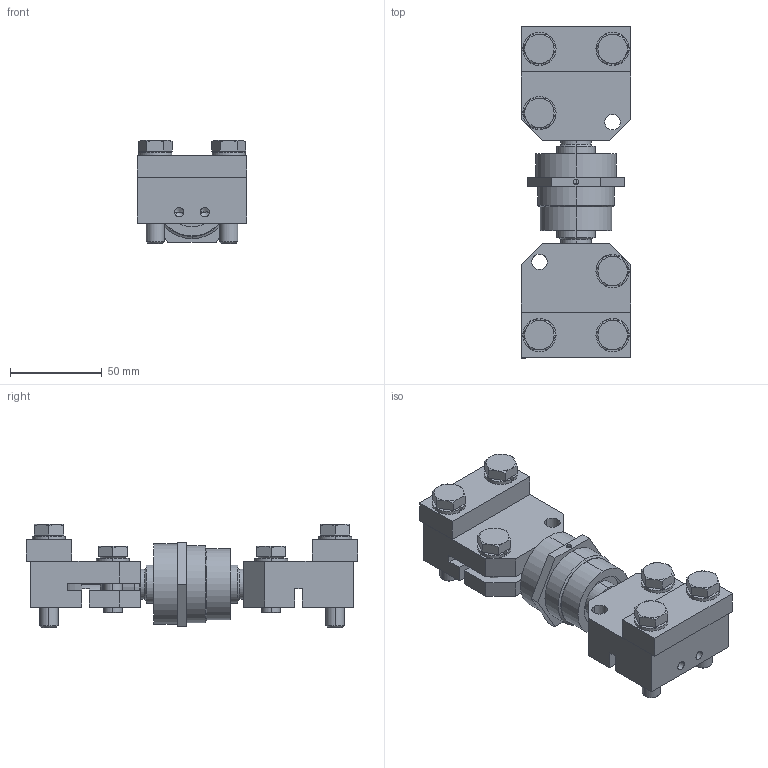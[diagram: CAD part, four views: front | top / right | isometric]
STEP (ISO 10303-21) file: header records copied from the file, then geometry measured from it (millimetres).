
FILE_DESCRIPTION (( 'STEP AP203' ), '1' );
FILE_NAME ('8171_55-FF.STEP', '2014-07-17T08:09:25', ( '' ), ( '' ), 'SwSTEP 2.0', 'SolidWorks 2014', '' );
FILE_SCHEMA (( 'CONFIG_CONTROL_DESIGN' ));
Length unit declared in the file: millimetre
Products named in the file (11): 500_171_0; 500_637_0; 81_719_06_90_3_Ausf”rung 1; 81_710_33_62_0; 81_719_01_92_0; 8171_55-FF; 81_710_07_97_0_Pressmasse_3d export; 81_710_07_97_0_3d export; 81_719_16_62_0; 81_719_01_57_0; 506_551_0
Assembly tree (14 placements, depth 3):
  8171_55-FF
    81_710_07_97_0_3d export
      81_719_06_90_3_Ausf”rung 1
      81_719_01_92_0
      81_710_07_97_0_Pressmasse_3d export
    81_710_33_62_0  x2
      81_719_16_62_0
      81_719_01_57_0
      506_551_0
      500_171_0
      500_637_0
Bounding box: 60 x 181.4 x 56.4 mm (x, y, z)
Volume: 268515.1 mm3; surface area: 88779.1 mm2
Topology: 19 solids, 19 shells, 456 faces, 1088 edges, 684 vertices
Faces by surface type: plane 178, cylinder 150, cone 96, torus 32
Entity records: 9123 total; most frequent: CARTESIAN_POINT 1813, DIRECTION 1340, ORIENTED_EDGE 1214, EDGE_CURVE 607, AXIS2_PLACEMENT_3D 534, VERTEX_POINT 387, EDGE_LOOP 288, LINE 272
